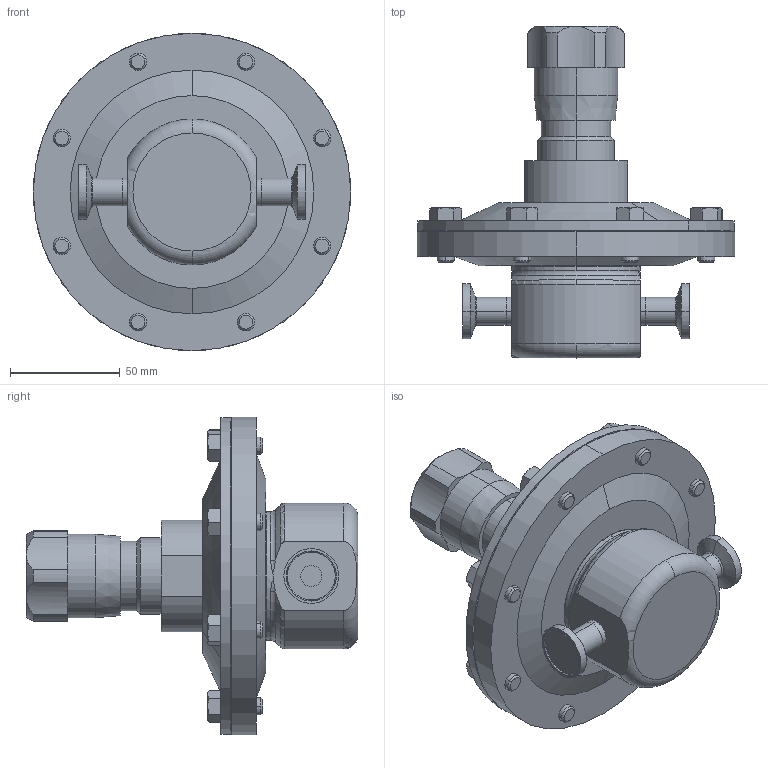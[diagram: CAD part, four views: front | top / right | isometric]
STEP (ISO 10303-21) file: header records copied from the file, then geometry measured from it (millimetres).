
FILE_DESCRIPTION (( 'STEP AP203' ), '1' );
FILE_NAME ('JSRLFLP-050-TA.STEP', '2017-06-27T12:59:52', ( '' ), ( '' ), 'SwSTEP 2.0', 'SolidWorks 2014', '' );
FILE_SCHEMA (( 'CONFIG_CONTROL_DESIGN' ));
Length unit declared in the file: inch
Products named in the file (2): JSRLFLP-050-TA
Bounding box: 144.78 x 151.32 x 144.78 mm (x, y, z)
Volume: 599241.2 mm3; surface area: 104015.7 mm2
Topology: 1 solids, 3 shells, 339 faces, 750 edges, 453 vertices
Faces by surface type: cone 130, plane 104, cylinder 83, torus 18, bspline 4
Entity records: 10204 total; most frequent: CARTESIAN_POINT 2542, DIRECTION 1649, ORIENTED_EDGE 1492, EDGE_CURVE 746, AXIS2_PLACEMENT_3D 694, VERTEX_POINT 453, EDGE_LOOP 393, CIRCLE 357
